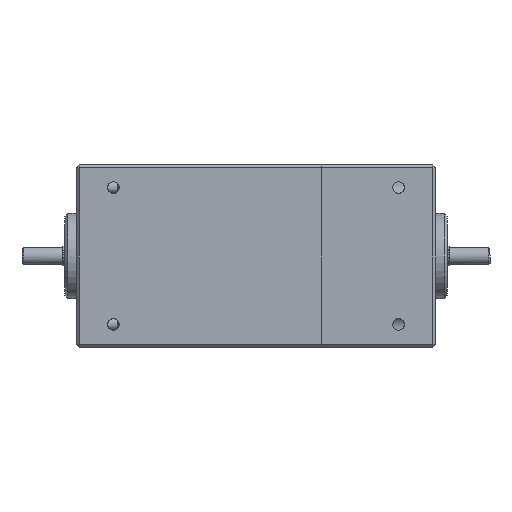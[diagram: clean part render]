
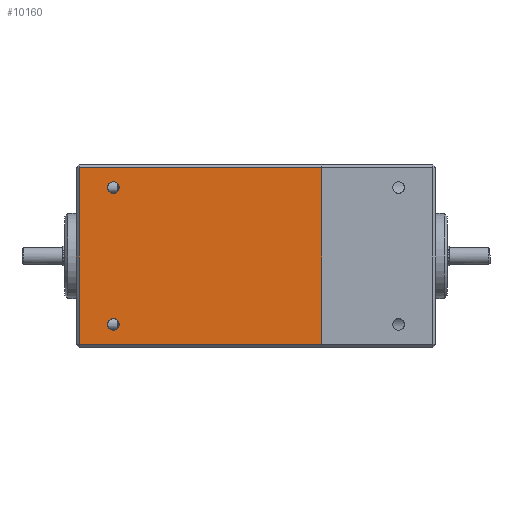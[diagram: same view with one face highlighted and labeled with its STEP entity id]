
A CAD part, front view. The second image highlights one B-rep face of the part: STEP entity #10160.
In plain terms, the highlighted planar face has unit normal (0, -1, 0).
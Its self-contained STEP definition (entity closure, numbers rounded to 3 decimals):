
#31 = DIRECTION ( 'NONE',  ( 0., -1., 0. ) ) ;
#57 = ORIENTED_EDGE ( 'NONE', *, *, #7916, .F. ) ;
#113 = FACE_BOUND ( 'NONE', #3382, .T. ) ;
#224 = CARTESIAN_POINT ( 'NONE',  ( -36.5, -14., -12. ) ) ;
#723 = DIRECTION ( 'NONE',  ( 0., 0., -1. ) ) ;
#1226 = AXIS2_PLACEMENT_3D ( 'NONE', #11177, #3719, #12422 ) ;
#1503 = DIRECTION ( 'NONE',  ( 0., 0., -1. ) ) ;
#1970 = ORIENTED_EDGE ( 'NONE', *, *, #3190, .T. ) ;
#2057 = LINE ( 'NONE', #3227, #8329 ) ;
#2059 = CARTESIAN_POINT ( 'NONE',  ( -36.5, -14., -13.025 ) ) ;
#2467 = ORIENTED_EDGE ( 'NONE', *, *, #13603, .F. ) ;
#2611 = EDGE_CURVE ( 'NONE', #2663, #4829, #7387, .T. ) ;
#2663 = VERTEX_POINT ( 'NONE', #8737 ) ;
#2774 = EDGE_CURVE ( 'NONE', #13970, #9835, #12215, .T. ) ;
#3190 = EDGE_CURVE ( 'NONE', #15856, #2663, #2057, .T. ) ;
#3227 = CARTESIAN_POINT ( 'NONE',  ( -42.5, -14., 16. ) ) ;
#3382 = EDGE_LOOP ( 'NONE', ( #4322, #2467 ) ) ;
#3719 = DIRECTION ( 'NONE',  ( 0., -1., 0. ) ) ;
#3839 = FACE_BOUND ( 'NONE', #9695, .T. ) ;
#4025 = ORIENTED_EDGE ( 'NONE', *, *, #8941, .F. ) ;
#4039 = VECTOR ( 'NONE', #16023, 1000. ) ;
#4049 = AXIS2_PLACEMENT_3D ( 'NONE', #4066, #12768, #5340 ) ;
#4066 = CARTESIAN_POINT ( 'NONE',  ( -36.5, -14., 12. ) ) ;
#4322 = ORIENTED_EDGE ( 'NONE', *, *, #2774, .F. ) ;
#4547 = CIRCLE ( 'NONE', #11534, 1.025 ) ;
#4702 = CARTESIAN_POINT ( 'NONE',  ( 0., -14., -15.5 ) ) ;
#4829 = VERTEX_POINT ( 'NONE', #4702 ) ;
#5340 = DIRECTION ( 'NONE',  ( 0., 0., -1. ) ) ;
#6561 = ORIENTED_EDGE ( 'NONE', *, *, #12570, .F. ) ;
#6633 = CARTESIAN_POINT ( 'NONE',  ( 0., -14., 16. ) ) ;
#6768 = FACE_OUTER_BOUND ( 'NONE', #8555, .T. ) ;
#6818 = AXIS2_PLACEMENT_3D ( 'NONE', #7547, #31, #8826 ) ;
#6901 = CARTESIAN_POINT ( 'NONE',  ( -36.5, -14., 12. ) ) ;
#7356 = CARTESIAN_POINT ( 'NONE',  ( -45., -14., -15.5 ) ) ;
#7387 = LINE ( 'NONE', #7356, #4039 ) ;
#7481 = CARTESIAN_POINT ( 'NONE',  ( -36.5, -14., 13.025 ) ) ;
#7489 = VECTOR ( 'NONE', #11630, 1000. ) ;
#7547 = CARTESIAN_POINT ( 'NONE',  ( -36.5, -14., -12. ) ) ;
#7881 = LINE ( 'NONE', #14059, #7489 ) ;
#7916 = EDGE_CURVE ( 'NONE', #15614, #12417, #4547, .T. ) ;
#8166 = DIRECTION ( 'NONE',  ( 0., 0., -1. ) ) ;
#8329 = VECTOR ( 'NONE', #723, 1000. ) ;
#8392 = CARTESIAN_POINT ( 'NONE',  ( -36.5, -14., -10.975 ) ) ;
#8477 = CARTESIAN_POINT ( 'NONE',  ( -36.5, -14., 10.975 ) ) ;
#8555 = EDGE_LOOP ( 'NONE', ( #6561, #15343, #1970, #12648 ) ) ;
#8674 = PLANE ( 'NONE',  #1226 ) ;
#8737 = CARTESIAN_POINT ( 'NONE',  ( -42.5, -14., -15.5 ) ) ;
#8826 = DIRECTION ( 'NONE',  ( 0., 0., -1. ) ) ;
#8941 = EDGE_CURVE ( 'NONE', #12417, #15614, #13469, .T. ) ;
#9010 = DIRECTION ( 'NONE',  ( 0., -1., 0. ) ) ;
#9179 = DIRECTION ( 'NONE',  ( 0., 0., -1. ) ) ;
#9194 = CIRCLE ( 'NONE', #6818, 1.025 ) ;
#9615 = LINE ( 'NONE', #6633, #12877 ) ;
#9695 = EDGE_LOOP ( 'NONE', ( #57, #4025 ) ) ;
#9835 = VERTEX_POINT ( 'NONE', #8392 ) ;
#10160 = ADVANCED_FACE ( 'NONE', ( #3839, #113, #6768 ), #8674, .T. ) ;
#10236 = CARTESIAN_POINT ( 'NONE',  ( -42.5, -14., 15.5 ) ) ;
#10530 = VERTEX_POINT ( 'NONE', #14365 ) ;
#11177 = CARTESIAN_POINT ( 'NONE',  ( -45., -14., 16. ) ) ;
#11316 = AXIS2_PLACEMENT_3D ( 'NONE', #224, #9010, #1503 ) ;
#11534 = AXIS2_PLACEMENT_3D ( 'NONE', #6901, #15567, #8166 ) ;
#11630 = DIRECTION ( 'NONE',  ( -1., 0., 0. ) ) ;
#12215 = CIRCLE ( 'NONE', #11316, 1.025 ) ;
#12417 = VERTEX_POINT ( 'NONE', #7481 ) ;
#12422 = DIRECTION ( 'NONE',  ( 0., 0., -1. ) ) ;
#12570 = EDGE_CURVE ( 'NONE', #10530, #4829, #9615, .T. ) ;
#12648 = ORIENTED_EDGE ( 'NONE', *, *, #2611, .T. ) ;
#12768 = DIRECTION ( 'NONE',  ( 0., -1., 0. ) ) ;
#12877 = VECTOR ( 'NONE', #9179, 1000. ) ;
#13469 = CIRCLE ( 'NONE', #4049, 1.025 ) ;
#13603 = EDGE_CURVE ( 'NONE', #9835, #13970, #9194, .T. ) ;
#13970 = VERTEX_POINT ( 'NONE', #2059 ) ;
#14059 = CARTESIAN_POINT ( 'NONE',  ( -45., -14., 15.5 ) ) ;
#14365 = CARTESIAN_POINT ( 'NONE',  ( 0., -14., 15.5 ) ) ;
#15343 = ORIENTED_EDGE ( 'NONE', *, *, #15968, .T. ) ;
#15567 = DIRECTION ( 'NONE',  ( 0., -1., 0. ) ) ;
#15614 = VERTEX_POINT ( 'NONE', #8477 ) ;
#15856 = VERTEX_POINT ( 'NONE', #10236 ) ;
#15968 = EDGE_CURVE ( 'NONE', #10530, #15856, #7881, .T. ) ;
#16023 = DIRECTION ( 'NONE',  ( 1., 0., 0. ) ) ;
